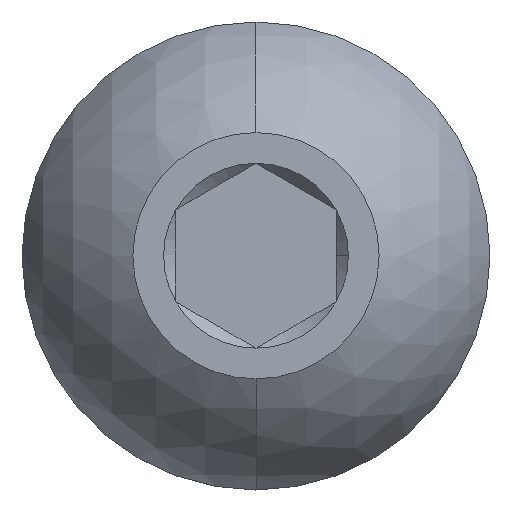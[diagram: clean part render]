
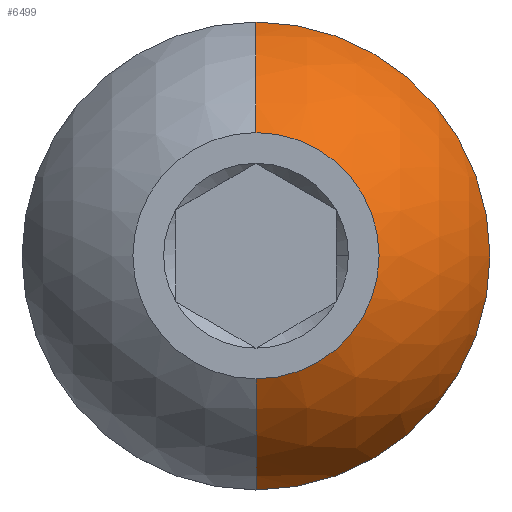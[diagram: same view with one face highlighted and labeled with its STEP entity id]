
A CAD part, top view. The second image highlights one B-rep face of the part: STEP entity #6499.
In plain terms, the highlighted spherical face has radius 2.001 mm.
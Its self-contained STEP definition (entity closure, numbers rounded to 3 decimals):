
#87 = CARTESIAN_POINT ( 'NONE',  ( 0., -1., 0. ) ) ;
#117 = DIRECTION ( 'NONE',  ( 1., 0., 0. ) ) ;
#204 = AXIS2_PLACEMENT_3D ( 'NONE', #6527, #1314, #5491 ) ;
#293 = DIRECTION ( 'NONE',  ( 0., 0., 1. ) ) ;
#327 = EDGE_CURVE ( 'NONE', #4116, #6308, #4747, .T. ) ;
#617 = EDGE_CURVE ( 'NONE', #3076, #4116, #1409, .T. ) ;
#651 = AXIS2_PLACEMENT_3D ( 'NONE', #5296, #6323, #3142 ) ;
#660 = AXIS2_PLACEMENT_3D ( 'NONE', #3900, #3916, #3956 ) ;
#783 = CARTESIAN_POINT ( 'NONE',  ( 0., 0., 0. ) ) ;
#952 = AXIS2_PLACEMENT_3D ( 'NONE', #783, #293, #2429 ) ;
#1314 = DIRECTION ( 'NONE',  ( 0., 0., 1. ) ) ;
#1409 = CIRCLE ( 'NONE', #204, 1.9 ) ;
#1563 = VERTEX_POINT ( 'NONE', #87 ) ;
#1816 = AXIS2_PLACEMENT_3D ( 'NONE', #2067, #5228, #3593 ) ;
#1945 = CIRCLE ( 'NONE', #660, 2.001 ) ;
#2067 = CARTESIAN_POINT ( 'NONE',  ( 0., 0., -1.733 ) ) ;
#2234 = EDGE_CURVE ( 'NONE', #5826, #3076, #5250, .T. ) ;
#2244 = CARTESIAN_POINT ( 'NONE',  ( 0., -1.9, -1.105 ) ) ;
#2429 = DIRECTION ( 'NONE',  ( 1., 0., 0. ) ) ;
#2470 = CARTESIAN_POINT ( 'NONE',  ( 0., 1., 0. ) ) ;
#2665 = ORIENTED_EDGE ( 'NONE', *, *, #617, .T. ) ;
#2923 = ORIENTED_EDGE ( 'NONE', *, *, #4618, .F. ) ;
#3042 = EDGE_CURVE ( 'NONE', #5826, #1563, #1945, .T. ) ;
#3076 = VERTEX_POINT ( 'NONE', #6203 ) ;
#3127 = FACE_OUTER_BOUND ( 'NONE', #3623, .T. ) ;
#3142 = DIRECTION ( 'NONE',  ( 1., 0., 0. ) ) ;
#3293 = CIRCLE ( 'NONE', #952, 1. ) ;
#3593 = DIRECTION ( 'NONE',  ( 0., 1., 0. ) ) ;
#3623 = EDGE_LOOP ( 'NONE', ( #3722, #2665, #3739, #2923, #5910 ) ) ;
#3722 = ORIENTED_EDGE ( 'NONE', *, *, #2234, .T. ) ;
#3739 = ORIENTED_EDGE ( 'NONE', *, *, #327, .T. ) ;
#3900 = CARTESIAN_POINT ( 'NONE',  ( 0., 0., -1.733 ) ) ;
#3916 = DIRECTION ( 'NONE',  ( -1., 0., 0. ) ) ;
#3956 = DIRECTION ( 'NONE',  ( 0., -1., 0. ) ) ;
#4116 = VERTEX_POINT ( 'NONE', #4864 ) ;
#4372 = SPHERICAL_SURFACE ( 'NONE', #6741, 2.001 ) ;
#4618 = EDGE_CURVE ( 'NONE', #1563, #6308, #3293, .T. ) ;
#4747 = CIRCLE ( 'NONE', #1816, 2.001 ) ;
#4801 = CARTESIAN_POINT ( 'NONE',  ( 0., 0., -1.733 ) ) ;
#4864 = CARTESIAN_POINT ( 'NONE',  ( 0., 1.9, -1.105 ) ) ;
#5228 = DIRECTION ( 'NONE',  ( 1., 0., 0. ) ) ;
#5250 = CIRCLE ( 'NONE', #651, 1.9 ) ;
#5296 = CARTESIAN_POINT ( 'NONE',  ( 0., 0., -1.105 ) ) ;
#5381 = DIRECTION ( 'NONE',  ( 0., -1., 0. ) ) ;
#5491 = DIRECTION ( 'NONE',  ( 1., 0., 0. ) ) ;
#5826 = VERTEX_POINT ( 'NONE', #2244 ) ;
#5910 = ORIENTED_EDGE ( 'NONE', *, *, #3042, .F. ) ;
#6203 = CARTESIAN_POINT ( 'NONE',  ( 1.9, 0., -1.105 ) ) ;
#6308 = VERTEX_POINT ( 'NONE', #2470 ) ;
#6323 = DIRECTION ( 'NONE',  ( 0., 0., 1. ) ) ;
#6499 = ADVANCED_FACE ( 'NONE', ( #3127 ), #4372, .T. ) ;
#6527 = CARTESIAN_POINT ( 'NONE',  ( 0., 0., -1.105 ) ) ;
#6741 = AXIS2_PLACEMENT_3D ( 'NONE', #4801, #117, #5381 ) ;
